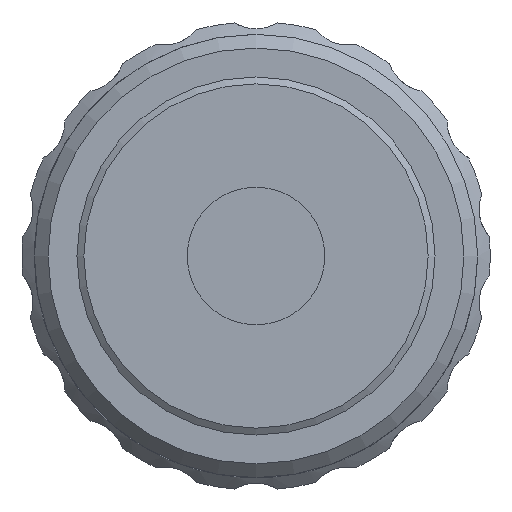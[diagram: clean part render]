
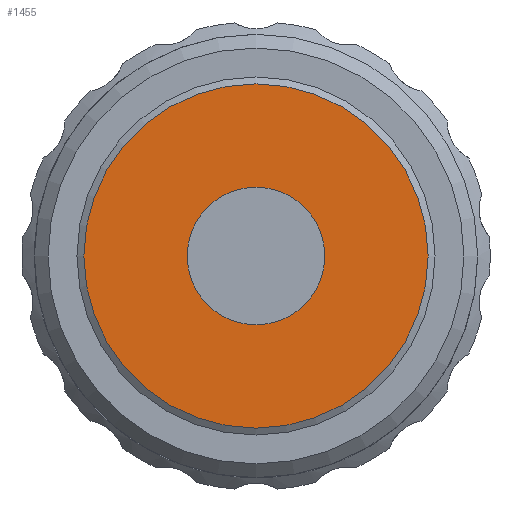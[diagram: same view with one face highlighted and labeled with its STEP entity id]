
A CAD part, left-side view. The second image highlights one B-rep face of the part: STEP entity #1455.
In plain terms, the highlighted planar face has unit normal (-1, 0, 0).
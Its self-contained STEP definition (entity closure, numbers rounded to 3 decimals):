
#21 = CARTESIAN_POINT ( 'NONE',  ( -9.553, 46.021, 5. ) ) ;
#47 = FACE_OUTER_BOUND ( 'NONE', #1208, .T. ) ;
#97 = ORIENTED_EDGE ( 'NONE', *, *, #324, .T. ) ;
#324 = EDGE_CURVE ( 'NONE', #1136, #1136, #712, .T. ) ;
#334 = DIRECTION ( 'NONE',  ( 0., 0., 1. ) ) ;
#595 = CARTESIAN_POINT ( 'NONE',  ( -9.553, 46.021, 0. ) ) ;
#712 = CIRCLE ( 'NONE', #983, 5. ) ;
#850 = AXIS2_PLACEMENT_3D ( 'NONE', #1056, #889, #2398 ) ;
#889 = DIRECTION ( 'NONE',  ( 1., 0., 0. ) ) ;
#898 = EDGE_LOOP ( 'NONE', ( #97 ) ) ;
#965 = PLANE ( 'NONE',  #1546 ) ;
#983 = AXIS2_PLACEMENT_3D ( 'NONE', #595, #2595, #2851 ) ;
#1056 = CARTESIAN_POINT ( 'NONE',  ( -9.553, 46.021, 0. ) ) ;
#1072 = CIRCLE ( 'NONE', #850, 12.5 ) ;
#1136 = VERTEX_POINT ( 'NONE', #21 ) ;
#1196 = CARTESIAN_POINT ( 'NONE',  ( -9.553, 57.871, 0. ) ) ;
#1208 = EDGE_LOOP ( 'NONE', ( #1998 ) ) ;
#1365 = FACE_BOUND ( 'NONE', #898, .T. ) ;
#1430 = DIRECTION ( 'NONE',  ( -1., 0., 0. ) ) ;
#1455 = ADVANCED_FACE ( 'NONE', ( #1365, #47 ), #965, .T. ) ;
#1510 = VERTEX_POINT ( 'NONE', #2654 ) ;
#1546 = AXIS2_PLACEMENT_3D ( 'NONE', #1196, #1430, #334 ) ;
#1998 = ORIENTED_EDGE ( 'NONE', *, *, #2843, .F. ) ;
#2398 = DIRECTION ( 'NONE',  ( 0., 0., 1. ) ) ;
#2595 = DIRECTION ( 'NONE',  ( 1., 0., 0. ) ) ;
#2654 = CARTESIAN_POINT ( 'NONE',  ( -9.553, 46.021, 12.5 ) ) ;
#2843 = EDGE_CURVE ( 'NONE', #1510, #1510, #1072, .T. ) ;
#2851 = DIRECTION ( 'NONE',  ( 0., 0., 1. ) ) ;
